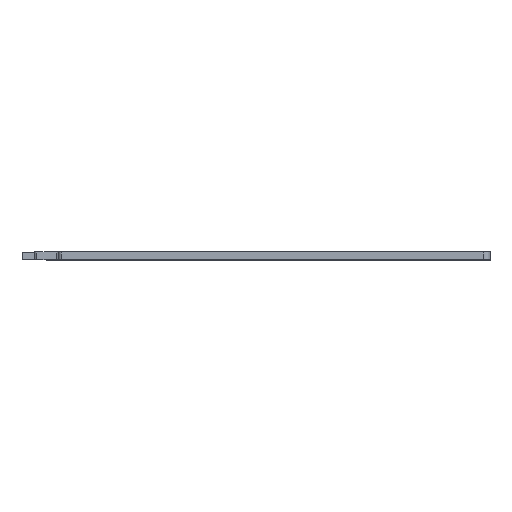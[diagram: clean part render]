
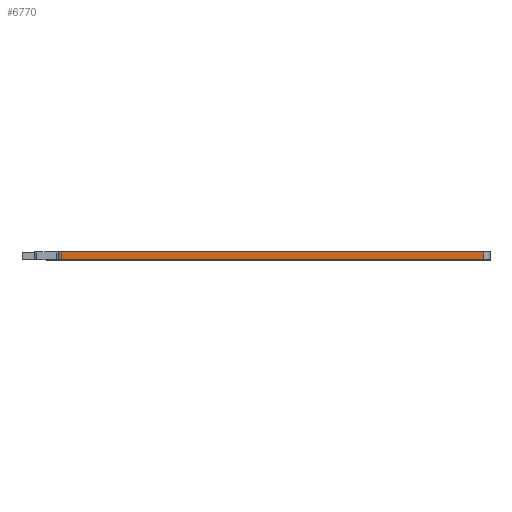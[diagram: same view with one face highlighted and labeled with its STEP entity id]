
A CAD part, top view. The second image highlights one B-rep face of the part: STEP entity #6770.
In plain terms, the highlighted planar face has unit normal (0, 0, 1).
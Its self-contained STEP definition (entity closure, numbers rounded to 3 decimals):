
#155 = DIRECTION ( 'NONE',  ( 1., 0., 0. ) ) ;
#232 = ORIENTED_EDGE ( 'NONE', *, *, #5461, .T. ) ;
#993 = CARTESIAN_POINT ( 'NONE',  ( 164., 3., 0. ) ) ;
#1831 = VERTEX_POINT ( 'NONE', #5671 ) ;
#2048 = VECTOR ( 'NONE', #11929, 1000. ) ;
#2154 = EDGE_LOOP ( 'NONE', ( #232, #11534, #3115, #11558 ) ) ;
#2909 = CARTESIAN_POINT ( 'NONE',  ( 0.75, 3., 0. ) ) ;
#2920 = VERTEX_POINT ( 'NONE', #5397 ) ;
#3115 = ORIENTED_EDGE ( 'NONE', *, *, #7262, .F. ) ;
#3887 = VERTEX_POINT ( 'NONE', #5643 ) ;
#3894 = VERTEX_POINT ( 'NONE', #10436 ) ;
#4157 = VECTOR ( 'NONE', #8305, 1000. ) ;
#4575 = CARTESIAN_POINT ( 'NONE',  ( 0.75, 0., 0. ) ) ;
#4618 = AXIS2_PLACEMENT_3D ( 'NONE', #11216, #11947, #10168 ) ;
#5397 = CARTESIAN_POINT ( 'NONE',  ( 164., 3., 0. ) ) ;
#5461 = EDGE_CURVE ( 'NONE', #3894, #3887, #7306, .T. ) ;
#5643 = CARTESIAN_POINT ( 'NONE',  ( 164., 0., 0. ) ) ;
#5671 = CARTESIAN_POINT ( 'NONE',  ( 0.75, 3., 0. ) ) ;
#6634 = CARTESIAN_POINT ( 'NONE',  ( 0.75, 3., 0. ) ) ;
#6770 = ADVANCED_FACE ( 'NONE', ( #7256 ), #9318, .F. ) ;
#7256 = FACE_OUTER_BOUND ( 'NONE', #2154, .T. ) ;
#7262 = EDGE_CURVE ( 'NONE', #1831, #2920, #11243, .T. ) ;
#7306 = LINE ( 'NONE', #4575, #2048 ) ;
#7654 = EDGE_CURVE ( 'NONE', #2920, #3887, #9333, .T. ) ;
#8305 = DIRECTION ( 'NONE',  ( 0., -1., 0. ) ) ;
#9318 = PLANE ( 'NONE',  #4618 ) ;
#9333 = LINE ( 'NONE', #993, #4157 ) ;
#9669 = VECTOR ( 'NONE', #155, 1000. ) ;
#9813 = VECTOR ( 'NONE', #10397, 1000. ) ;
#10168 = DIRECTION ( 'NONE',  ( -1., 0., 0. ) ) ;
#10195 = EDGE_CURVE ( 'NONE', #1831, #3894, #11261, .T. ) ;
#10397 = DIRECTION ( 'NONE',  ( 0., -1., 0. ) ) ;
#10436 = CARTESIAN_POINT ( 'NONE',  ( 0.75, 0., 0. ) ) ;
#11216 = CARTESIAN_POINT ( 'NONE',  ( 0.75, 3., 0. ) ) ;
#11243 = LINE ( 'NONE', #2909, #9669 ) ;
#11261 = LINE ( 'NONE', #6634, #9813 ) ;
#11534 = ORIENTED_EDGE ( 'NONE', *, *, #7654, .F. ) ;
#11558 = ORIENTED_EDGE ( 'NONE', *, *, #10195, .T. ) ;
#11929 = DIRECTION ( 'NONE',  ( 1., 0., 0. ) ) ;
#11947 = DIRECTION ( 'NONE',  ( 0., 0., -1. ) ) ;
